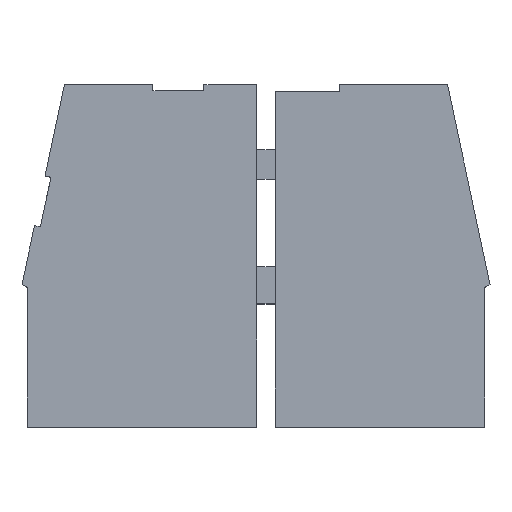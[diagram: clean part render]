
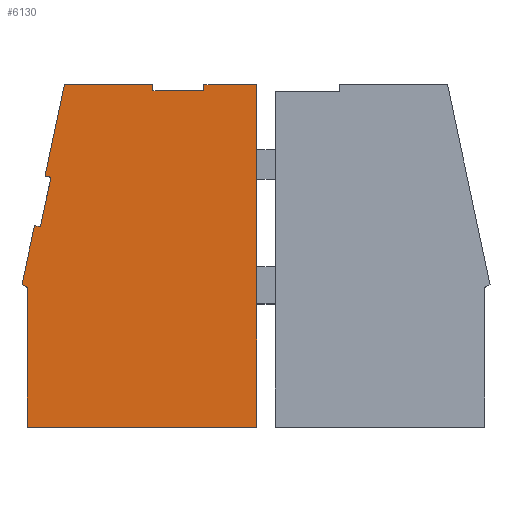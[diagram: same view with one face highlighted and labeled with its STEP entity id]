
A CAD part, top view. The second image highlights one B-rep face of the part: STEP entity #6130.
In plain terms, the highlighted planar face has unit normal (0, 0, 1).
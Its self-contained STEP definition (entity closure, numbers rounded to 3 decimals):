
#4090=CARTESIAN_POINT('',(-229.274,121.783,6.25));
#4100=VERTEX_POINT('',#4090);
#4130=CARTESIAN_POINT('',(-229.274,0.,6.25));
#4140=DIRECTION('',(0.,1.,0.));
#4150=VECTOR('',#4140,1.);
#4160=LINE('',#4130,#4150);
#4170=CARTESIAN_POINT('',(-229.274,91.678,6.25));
#4180=VERTEX_POINT('',#4170);
#4190=EDGE_CURVE('',#4180,#4100,#4160,.T.);
#4920=CARTESIAN_POINT('',(0.,91.678,6.25));
#4930=DIRECTION('',(1.,0.,0.));
#4940=VECTOR('',#4930,1.);
#4950=LINE('',#4920,#4940);
#4960=CARTESIAN_POINT('',(-179.774,91.678,6.25));
#4970=VERTEX_POINT('',#4960);
#4980=EDGE_CURVE('',#4180,#4970,#4950,.T.);
#5100=CARTESIAN_POINT('',(-203.138,131.562,6.25));
#5110=DIRECTION('',(0.,0.,-1.));
#5120=DIRECTION('',(-1.,0.,0.));
#5130=AXIS2_PLACEMENT_3D('',#5100,#5110,#5120);
#5140=PLANE('',#5130);
#5150=ORIENTED_EDGE('',*,*,#4190,.F.);
#5160=CARTESIAN_POINT('',(0.,-10.588,6.25));
#5170=DIRECTION('',(0.866,-0.5,0.));
#5180=VECTOR('',#5170,1.);
#5190=LINE('',#5160,#5180);
#5200=CARTESIAN_POINT('',(-230.44,122.457,6.25));
#5210=VERTEX_POINT('',#5200);
#5220=EDGE_CURVE('',#5210,#4100,#5190,.T.);
#5230=ORIENTED_EDGE('',*,*,#5220,.T.);
#5240=CARTESIAN_POINT('',(-256.469,0.,6.25));
#5250=DIRECTION('',(-0.208,-0.978,0.));
#5260=VECTOR('',#5250,1.);
#5270=LINE('',#5240,#5260);
#5280=CARTESIAN_POINT('',(-227.741,135.155,6.25));
#5290=VERTEX_POINT('',#5280);
#5300=EDGE_CURVE('',#5290,#5210,#5270,.T.);
#5310=ORIENTED_EDGE('',*,*,#5300,.T.);
#5320=CARTESIAN_POINT('',(-226.567,134.905,6.25));
#5330=DIRECTION('',(-0.978,0.208,0.));
#5340=VECTOR('',#5330,1.);
#5350=LINE('',#5320,#5340);
#5360=CARTESIAN_POINT('',(-226.472,134.885,6.25));
#5370=VERTEX_POINT('',#5360);
#5380=EDGE_CURVE('',#5370,#5290,#5350,.T.);
#5390=ORIENTED_EDGE('',*,*,#5380,.T.);
#5400=CARTESIAN_POINT('',(-255.155,0.,6.25));
#5410=DIRECTION('',(0.208,0.978,0.));
#5420=VECTOR('',#5410,1.);
#5430=LINE('',#5400,#5420);
#5440=CARTESIAN_POINT('',(-224.184,145.644,6.25));
#5450=VERTEX_POINT('',#5440);
#5460=EDGE_CURVE('',#5370,#5450,#5430,.T.);
#5470=ORIENTED_EDGE('',*,*,#5460,.F.);
#5480=CARTESIAN_POINT('',(0.,97.993,6.25));
#5490=DIRECTION('',(0.978,-0.208,0.));
#5500=VECTOR('',#5490,1.);
#5510=LINE('',#5480,#5500);
#5520=CARTESIAN_POINT('',(-225.454,145.914,6.25));
#5530=VERTEX_POINT('',#5520);
#5540=EDGE_CURVE('',#5530,#5450,#5510,.T.);
#5550=ORIENTED_EDGE('',*,*,#5540,.T.);
#5560=CARTESIAN_POINT('',(-221.779,163.202,6.25));
#5570=DIRECTION('',(-0.208,-0.978,0.));
#5580=VECTOR('',#5570,1.);
#5590=LINE('',#5560,#5580);
#5600=CARTESIAN_POINT('',(-221.274,165.578,6.25));
#5610=VERTEX_POINT('',#5600);
#5620=EDGE_CURVE('',#5610,#5530,#5590,.T.);
#5630=ORIENTED_EDGE('',*,*,#5620,.T.);
#5640=CARTESIAN_POINT('',(-202.674,165.578,6.25));
#5650=DIRECTION('',(-1.,0.,0.));
#5660=VECTOR('',#5650,1.);
#5670=LINE('',#5640,#5660);
#5680=CARTESIAN_POINT('',(-202.174,165.578,6.25));
#5690=VERTEX_POINT('',#5680);
#5700=EDGE_CURVE('',#5690,#5610,#5670,.T.);
#5710=ORIENTED_EDGE('',*,*,#5700,.T.);
#5720=CARTESIAN_POINT('',(-202.174,0.,6.25));
#5730=DIRECTION('',(0.,1.,0.));
#5740=VECTOR('',#5730,1.);
#5750=LINE('',#5720,#5740);
#5760=CARTESIAN_POINT('',(-202.174,164.278,6.25));
#5770=VERTEX_POINT('',#5760);
#5780=EDGE_CURVE('',#5770,#5690,#5750,.T.);
#5790=ORIENTED_EDGE('',*,*,#5780,.T.);
#5800=CARTESIAN_POINT('',(-218.845,164.278,6.25));
#5810=DIRECTION('',(1.,0.,0.));
#5820=VECTOR('',#5810,1.);
#5830=LINE('',#5800,#5820);
#5840=CARTESIAN_POINT('',(-191.174,164.278,6.25));
#5850=VERTEX_POINT('',#5840);
#5860=EDGE_CURVE('',#5770,#5850,#5830,.T.);
#5870=ORIENTED_EDGE('',*,*,#5860,.F.);
#5880=CARTESIAN_POINT('',(-191.174,165.078,6.25));
#5890=DIRECTION('',(0.,-1.,0.));
#5900=VECTOR('',#5890,1.);
#5910=LINE('',#5880,#5900);
#5920=CARTESIAN_POINT('',(-191.174,165.578,6.25));
#5930=VERTEX_POINT('',#5920);
#5940=EDGE_CURVE('',#5930,#5850,#5910,.T.);
#5950=ORIENTED_EDGE('',*,*,#5940,.T.);
#5960=CARTESIAN_POINT('',(-186.774,165.578,6.25));
#5970=DIRECTION('',(-1.,0.,0.));
#5980=VECTOR('',#5970,1.);
#5990=LINE('',#5960,#5980);
#6000=CARTESIAN_POINT('',(-179.774,165.578,6.25));
#6010=VERTEX_POINT('',#6000);
#6020=EDGE_CURVE('',#6010,#5930,#5990,.T.);
#6030=ORIENTED_EDGE('',*,*,#6020,.T.);
#6040=CARTESIAN_POINT('',(-179.774,0.,6.25));
#6050=DIRECTION('',(0.,-1.,0.));
#6060=VECTOR('',#6050,1.);
#6070=LINE('',#6040,#6060);
#6080=EDGE_CURVE('',#6010,#4970,#6070,.T.);
#6090=ORIENTED_EDGE('',*,*,#6080,.F.);
#6100=ORIENTED_EDGE('',*,*,#4980,.T.);
#6110=EDGE_LOOP('',(#6100,#6090,#6030,#5950,#5870,#5790,#5710,#5630,
#5550,#5470,#5390,#5310,#5230,#5150));
#6120=FACE_OUTER_BOUND('',#6110,.T.);
#6130=ADVANCED_FACE('',(#6120),#5140,.F.);
